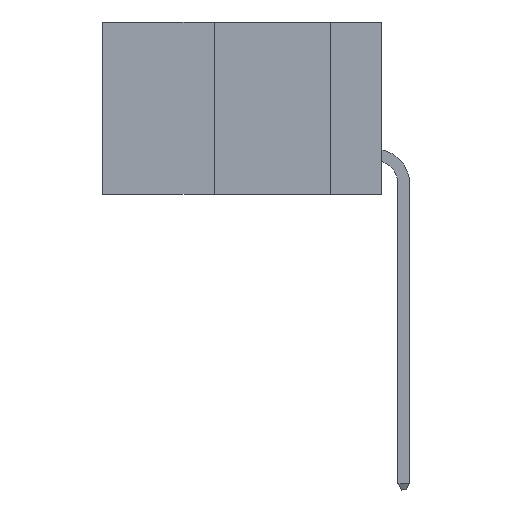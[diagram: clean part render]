
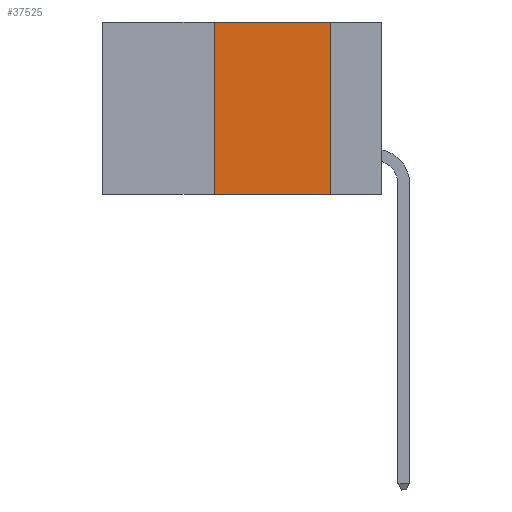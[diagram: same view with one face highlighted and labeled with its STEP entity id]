
A CAD part, left-side view. The second image highlights one B-rep face of the part: STEP entity #37525.
In plain terms, the highlighted planar face has unit normal (-1, 0, 0).
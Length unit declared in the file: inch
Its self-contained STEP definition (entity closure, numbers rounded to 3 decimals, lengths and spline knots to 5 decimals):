
#309 = CARTESIAN_POINT ( 'NONE',  ( 0., 0.11, 0. ) ) ;
#989 = EDGE_LOOP ( 'NONE', ( #26066, #39028, #10385, #6448 ) ) ;
#2131 = VERTEX_POINT ( 'NONE', #309 ) ;
#2223 = EDGE_CURVE ( 'NONE', #19296, #7445, #30725, .T. ) ;
#2402 = EDGE_CURVE ( 'NONE', #19296, #31120, #6285, .T. ) ;
#2965 = CARTESIAN_POINT ( 'NONE',  ( 0., 0.6, 0. ) ) ;
#3290 = LINE ( 'NONE', #25908, #18853 ) ;
#3900 = CARTESIAN_POINT ( 'NONE',  ( 0., 0.36, -0.37 ) ) ;
#6285 = LINE ( 'NONE', #35931, #33144 ) ;
#6448 = ORIENTED_EDGE ( 'NONE', *, *, #2223, .T. ) ;
#7221 = DIRECTION ( 'NONE',  ( 0., -1., 0. ) ) ;
#7445 = VERTEX_POINT ( 'NONE', #30252 ) ;
#10385 = ORIENTED_EDGE ( 'NONE', *, *, #2402, .F. ) ;
#12386 = PLANE ( 'NONE',  #38100 ) ;
#18853 = VECTOR ( 'NONE', #7221, 39.37008 ) ;
#19296 = VERTEX_POINT ( 'NONE', #3900 ) ;
#20322 = DIRECTION ( 'NONE',  ( 0., 0., 1. ) ) ;
#20748 = EDGE_CURVE ( 'NONE', #2131, #7445, #36239, .T. ) ;
#21075 = DIRECTION ( 'NONE',  ( 0., 0., -1. ) ) ;
#22771 = CARTESIAN_POINT ( 'NONE',  ( 0., 0.6, -0.37 ) ) ;
#23805 = EDGE_CURVE ( 'NONE', #31120, #2131, #3290, .T. ) ;
#25634 = FACE_OUTER_BOUND ( 'NONE', #989, .T. ) ;
#25908 = CARTESIAN_POINT ( 'NONE',  ( 0., 0.6, 0. ) ) ;
#26066 = ORIENTED_EDGE ( 'NONE', *, *, #20748, .F. ) ;
#27244 = CARTESIAN_POINT ( 'NONE',  ( 0., 0.11, 0. ) ) ;
#30252 = CARTESIAN_POINT ( 'NONE',  ( 0., 0.11, -0.37 ) ) ;
#30725 = LINE ( 'NONE', #22771, #39480 ) ;
#31120 = VERTEX_POINT ( 'NONE', #38255 ) ;
#33144 = VECTOR ( 'NONE', #20322, 39.37008 ) ;
#33800 = VECTOR ( 'NONE', #21075, 39.37008 ) ;
#34614 = DIRECTION ( 'NONE',  ( 0., 0., -1. ) ) ;
#35370 = DIRECTION ( 'NONE',  ( 0., -1., 0. ) ) ;
#35931 = CARTESIAN_POINT ( 'NONE',  ( 0., 0.36, 0. ) ) ;
#36239 = LINE ( 'NONE', #27244, #33800 ) ;
#37076 = DIRECTION ( 'NONE',  ( 1., 0., 0. ) ) ;
#37525 = ADVANCED_FACE ( 'NONE', ( #25634 ), #12386, .F. ) ;
#38100 = AXIS2_PLACEMENT_3D ( 'NONE', #2965, #37076, #34614 ) ;
#38255 = CARTESIAN_POINT ( 'NONE',  ( 0., 0.36, 0. ) ) ;
#39028 = ORIENTED_EDGE ( 'NONE', *, *, #23805, .F. ) ;
#39480 = VECTOR ( 'NONE', #35370, 39.37008 ) ;
